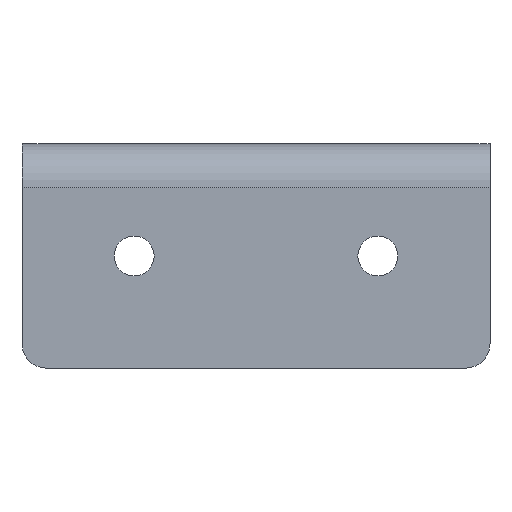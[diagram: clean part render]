
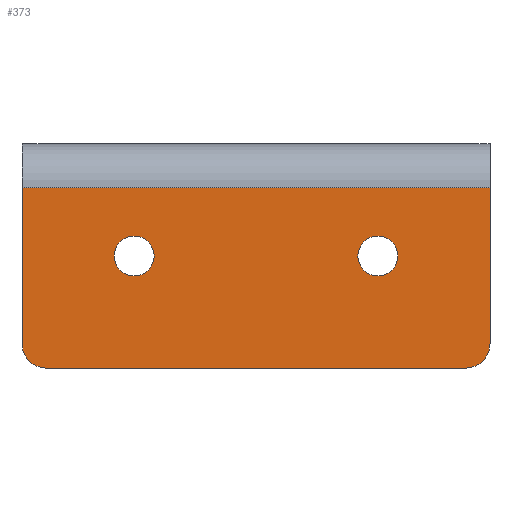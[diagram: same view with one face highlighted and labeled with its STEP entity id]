
A CAD part, front view. The second image highlights one B-rep face of the part: STEP entity #373.
In plain terms, the highlighted planar face has unit normal (0, -1, 0).
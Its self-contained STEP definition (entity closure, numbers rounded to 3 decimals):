
#15 = CARTESIAN_POINT ( 'NONE',  ( -43., 0., -46. ) ) ;
#28 = EDGE_LOOP ( 'NONE', ( #352, #141 ) ) ;
#31 = CARTESIAN_POINT ( 'NONE',  ( -48., 0., -9. ) ) ;
#34 = CIRCLE ( 'NONE', #573, 4.1 ) ;
#36 = EDGE_CURVE ( 'NONE', #613, #208, #743, .T. ) ;
#59 = EDGE_CURVE ( 'NONE', #201, #536, #34, .T. ) ;
#67 = CARTESIAN_POINT ( 'NONE',  ( 25., 0., -18.9 ) ) ;
#69 = AXIS2_PLACEMENT_3D ( 'NONE', #439, #511, #638 ) ;
#82 = ORIENTED_EDGE ( 'NONE', *, *, #312, .F. ) ;
#89 = VERTEX_POINT ( 'NONE', #194 ) ;
#91 = CIRCLE ( 'NONE', #586, 5. ) ;
#111 = EDGE_CURVE ( 'NONE', #89, #499, #699, .T. ) ;
#132 = DIRECTION ( 'NONE',  ( 0., 0., 1. ) ) ;
#138 = AXIS2_PLACEMENT_3D ( 'NONE', #475, #603, #731 ) ;
#141 = ORIENTED_EDGE ( 'NONE', *, *, #36, .F. ) ;
#172 = AXIS2_PLACEMENT_3D ( 'NONE', #308, #370, #191 ) ;
#176 = ORIENTED_EDGE ( 'NONE', *, *, #59, .T. ) ;
#191 = DIRECTION ( 'NONE',  ( 0., 0., 1. ) ) ;
#194 = CARTESIAN_POINT ( 'NONE',  ( 48., 0., -9. ) ) ;
#201 = VERTEX_POINT ( 'NONE', #67 ) ;
#206 = EDGE_LOOP ( 'NONE', ( #176, #282 ) ) ;
#207 = DIRECTION ( 'NONE',  ( 0., 0., -1. ) ) ;
#208 = VERTEX_POINT ( 'NONE', #576 ) ;
#214 = VECTOR ( 'NONE', #831, 1000. ) ;
#225 = CARTESIAN_POINT ( 'NONE',  ( -25., 0., -23. ) ) ;
#230 = EDGE_CURVE ( 'NONE', #788, #534, #409, .T. ) ;
#234 = DIRECTION ( 'NONE',  ( 0., 0., 1. ) ) ;
#246 = CARTESIAN_POINT ( 'NONE',  ( -25., 0., -27.1 ) ) ;
#252 = DIRECTION ( 'NONE',  ( 0., 1., 0. ) ) ;
#261 = EDGE_CURVE ( 'NONE', #499, #527, #492, .T. ) ;
#278 = CARTESIAN_POINT ( 'NONE',  ( 48., 0., -41. ) ) ;
#279 = VECTOR ( 'NONE', #483, 1000. ) ;
#281 = CARTESIAN_POINT ( 'NONE',  ( 43., 0., -46. ) ) ;
#282 = ORIENTED_EDGE ( 'NONE', *, *, #678, .T. ) ;
#308 = CARTESIAN_POINT ( 'NONE',  ( 43., 0., -41. ) ) ;
#312 = EDGE_CURVE ( 'NONE', #788, #659, #561, .T. ) ;
#325 = FACE_BOUND ( 'NONE', #28, .T. ) ;
#352 = ORIENTED_EDGE ( 'NONE', *, *, #729, .F. ) ;
#369 = CARTESIAN_POINT ( 'NONE',  ( -48., 0., 0. ) ) ;
#370 = DIRECTION ( 'NONE',  ( 0., -1., 0. ) ) ;
#373 = ADVANCED_FACE ( 'NONE', ( #713, #451, #325 ), #639, .F. ) ;
#409 = CIRCLE ( 'NONE', #172, 5. ) ;
#410 = DIRECTION ( 'NONE',  ( 0., -1., 0. ) ) ;
#439 = CARTESIAN_POINT ( 'NONE',  ( 25., 0., -23. ) ) ;
#451 = FACE_BOUND ( 'NONE', #206, .T. ) ;
#475 = CARTESIAN_POINT ( 'NONE',  ( -25., 0., -23. ) ) ;
#480 = CARTESIAN_POINT ( 'NONE',  ( 25., 0., -23. ) ) ;
#483 = DIRECTION ( 'NONE',  ( 0., 0., -1. ) ) ;
#492 = LINE ( 'NONE', #369, #279 ) ;
#494 = EDGE_CURVE ( 'NONE', #89, #534, #532, .T. ) ;
#497 = CARTESIAN_POINT ( 'NONE',  ( -43., 0., -41. ) ) ;
#499 = VERTEX_POINT ( 'NONE', #31 ) ;
#502 = CIRCLE ( 'NONE', #138, 4.1 ) ;
#507 = VECTOR ( 'NONE', #207, 1000. ) ;
#511 = DIRECTION ( 'NONE',  ( 0., 1., 0. ) ) ;
#527 = VERTEX_POINT ( 'NONE', #662 ) ;
#532 = LINE ( 'NONE', #541, #507 ) ;
#534 = VERTEX_POINT ( 'NONE', #278 ) ;
#536 = VERTEX_POINT ( 'NONE', #797 ) ;
#540 = ORIENTED_EDGE ( 'NONE', *, *, #615, .T. ) ;
#541 = CARTESIAN_POINT ( 'NONE',  ( 48., 0., 0. ) ) ;
#546 = AXIS2_PLACEMENT_3D ( 'NONE', #225, #410, #234 ) ;
#551 = CARTESIAN_POINT ( 'NONE',  ( 48., 0., -46. ) ) ;
#561 = LINE ( 'NONE', #551, #214 ) ;
#573 = AXIS2_PLACEMENT_3D ( 'NONE', #480, #749, #683 ) ;
#576 = CARTESIAN_POINT ( 'NONE',  ( -25., 0., -18.9 ) ) ;
#583 = CARTESIAN_POINT ( 'NONE',  ( 48., 0., 0. ) ) ;
#586 = AXIS2_PLACEMENT_3D ( 'NONE', #497, #763, #132 ) ;
#602 = ORIENTED_EDGE ( 'NONE', *, *, #494, .F. ) ;
#603 = DIRECTION ( 'NONE',  ( 0., -1., 0. ) ) ;
#613 = VERTEX_POINT ( 'NONE', #246 ) ;
#615 = EDGE_CURVE ( 'NONE', #527, #659, #91, .T. ) ;
#637 = CARTESIAN_POINT ( 'NONE',  ( 48., 0., -9. ) ) ;
#638 = DIRECTION ( 'NONE',  ( 0., 0., 1. ) ) ;
#639 = PLANE ( 'NONE',  #783 ) ;
#652 = CIRCLE ( 'NONE', #69, 4.1 ) ;
#659 = VERTEX_POINT ( 'NONE', #15 ) ;
#662 = CARTESIAN_POINT ( 'NONE',  ( -48., 0., -41. ) ) ;
#678 = EDGE_CURVE ( 'NONE', #536, #201, #652, .T. ) ;
#683 = DIRECTION ( 'NONE',  ( 0., 0., 1. ) ) ;
#698 = VECTOR ( 'NONE', #705, 1000. ) ;
#699 = LINE ( 'NONE', #637, #698 ) ;
#703 = DIRECTION ( 'NONE',  ( 0., 0., 1. ) ) ;
#705 = DIRECTION ( 'NONE',  ( -1., 0., 0. ) ) ;
#713 = FACE_OUTER_BOUND ( 'NONE', #793, .T. ) ;
#715 = ORIENTED_EDGE ( 'NONE', *, *, #230, .T. ) ;
#729 = EDGE_CURVE ( 'NONE', #208, #613, #502, .T. ) ;
#731 = DIRECTION ( 'NONE',  ( 0., 0., 1. ) ) ;
#736 = ORIENTED_EDGE ( 'NONE', *, *, #261, .T. ) ;
#743 = CIRCLE ( 'NONE', #546, 4.1 ) ;
#749 = DIRECTION ( 'NONE',  ( 0., 1., 0. ) ) ;
#763 = DIRECTION ( 'NONE',  ( 0., -1., 0. ) ) ;
#783 = AXIS2_PLACEMENT_3D ( 'NONE', #583, #252, #703 ) ;
#788 = VERTEX_POINT ( 'NONE', #281 ) ;
#793 = EDGE_LOOP ( 'NONE', ( #736, #540, #82, #715, #602, #798 ) ) ;
#797 = CARTESIAN_POINT ( 'NONE',  ( 25., 0., -27.1 ) ) ;
#798 = ORIENTED_EDGE ( 'NONE', *, *, #111, .T. ) ;
#831 = DIRECTION ( 'NONE',  ( -1., 0., 0. ) ) ;
